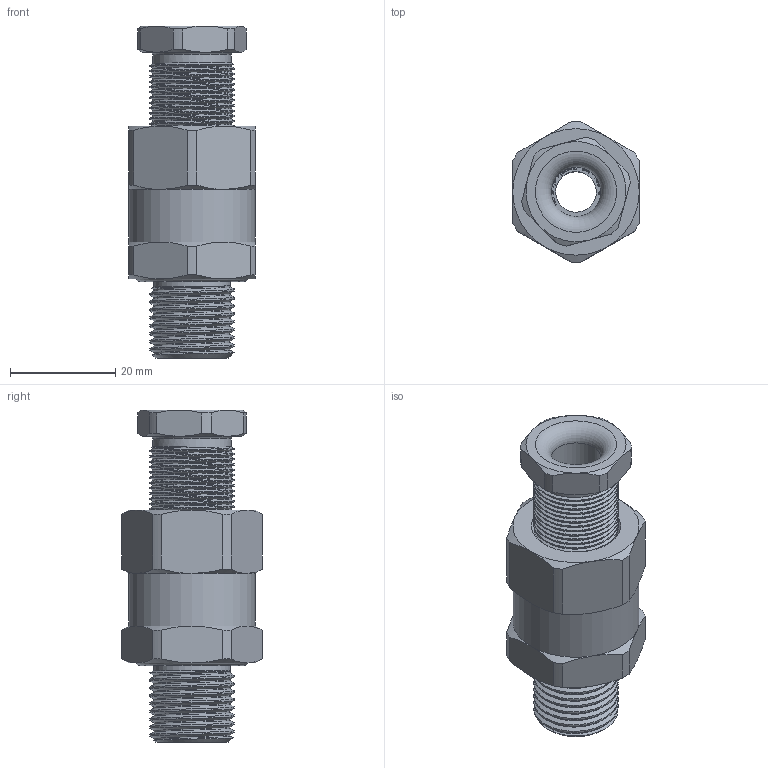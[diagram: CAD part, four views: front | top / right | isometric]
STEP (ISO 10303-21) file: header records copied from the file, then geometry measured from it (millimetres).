
FILE_DESCRIPTION(('HOOPS Exchange Step'),'2;1');
FILE_NAME('m16-b2-15mm-d620-conversion.step','2025-04-03T09:23:34+00:00',('root'),('Unknown organisation'),'HOOPS Exchange 2024.3','HOOPS Exchange','Unknown authorisation');
FILE_SCHEMA( ('AP242_MANAGED_MODEL_BASED_3D_ENGINEERING_MIM_LF {1 0 10303 442 1 1 4 }') );
Length unit declared in the file: millimetre
Products named in the file (2): Default; m16-b2-15mm-d620-step
Assembly tree (1 placements, depth 2):
  m16-b2-15mm-d620-step
    Default
Bounding box: 24 x 26.71 x 63 mm (x, y, z)
Volume: 16611.1 mm3; surface area: 11914.4 mm2
Topology: 5 solids, 5 shells, 502 faces, 1340 edges, 880 vertices
Faces by surface type: plane 192, extrusion 130, cylinder 121, cone 47, bspline 6, torus 6
Full cylindrical faces by diameter (mm): 7.7 x1, 9.3 x1, 9.4 x1, 9.5 x1, 14.5 x9, 14.6 x1, 14.8 x2, 15 x35, 16 x41, 17.823 x1, 24 x1
Entity records: 73249 total; most frequent: CARTESIAN_POINT 61563, ORIENTED_EDGE 2680, DIRECTION 1863, EDGE_CURVE 1340, VERTEX_POINT 880, VECTOR 803, LINE 673, EDGE_LOOP 544
